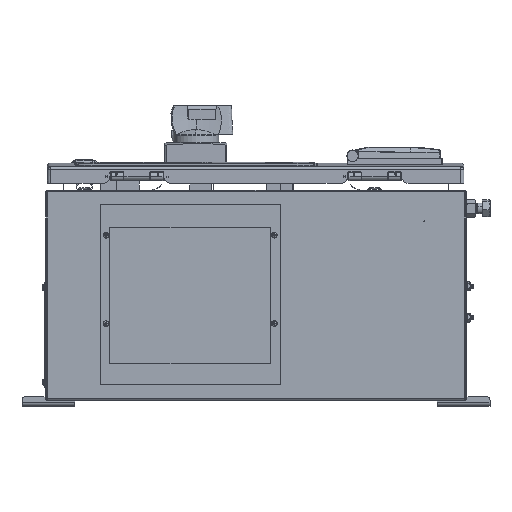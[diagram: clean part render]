
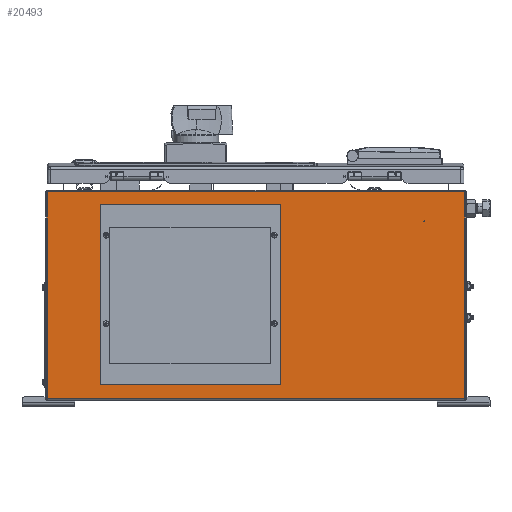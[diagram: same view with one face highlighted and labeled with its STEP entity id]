
A CAD part, left-side view. The second image highlights one B-rep face of the part: STEP entity #20493.
In plain terms, the highlighted planar face has unit normal (-1, 0, 0).
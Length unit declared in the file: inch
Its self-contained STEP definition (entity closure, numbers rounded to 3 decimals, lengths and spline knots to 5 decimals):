
#109 = FACE_OUTER_BOUND ( 'NONE', #59304, .T. ) ;
#127 = CARTESIAN_POINT ( 'NONE',  ( -8., 7.13, 7.7865 ) ) ;
#2827 = DIRECTION ( 'NONE',  ( 0., 0., 1. ) ) ;
#3660 = ORIENTED_EDGE ( 'NONE', *, *, #16149, .F. ) ;
#3771 = CIRCLE ( 'NONE', #12133, 0.0535 ) ;
#4358 = FACE_BOUND ( 'NONE', #19599, .T. ) ;
#4528 = VERTEX_POINT ( 'NONE', #43325 ) ;
#4603 = EDGE_CURVE ( 'NONE', #45403, #25054, #33847, .T. ) ;
#4871 = ORIENTED_EDGE ( 'NONE', *, *, #32702, .F. ) ;
#5151 = ORIENTED_EDGE ( 'NONE', *, *, #28527, .F. ) ;
#5300 = FACE_BOUND ( 'NONE', #44400, .T. ) ;
#5626 = FACE_BOUND ( 'NONE', #60483, .T. ) ;
#6378 = DIRECTION ( 'NONE',  ( 0., 0., 1. ) ) ;
#6778 = CARTESIAN_POINT ( 'NONE',  ( -8., -0.68, 4.98946 ) ) ;
#7085 = EDGE_CURVE ( 'NONE', #21381, #45403, #31226, .T. ) ;
#7808 = DIRECTION ( 'NONE',  ( 0., -1., 0. ) ) ;
#8679 = CARTESIAN_POINT ( 'NONE',  ( -8., 6.95, 4.98946 ) ) ;
#9547 = CARTESIAN_POINT ( 'NONE',  ( -8., 9.925, 9.89491 ) ) ;
#9626 = CARTESIAN_POINT ( 'NONE',  ( -8., -0.68, 8.22 ) ) ;
#9771 = CARTESIAN_POINT ( 'NONE',  ( -8., -0.87, 7.8935 ) ) ;
#10935 = CARTESIAN_POINT ( 'NONE',  ( -8., -9.925, 9.89491 ) ) ;
#11346 = ORIENTED_EDGE ( 'NONE', *, *, #43176, .F. ) ;
#11468 = VECTOR ( 'NONE', #7808, 39.37008 ) ;
#11547 = EDGE_CURVE ( 'NONE', #40210, #19959, #3771, .T. ) ;
#11930 = DIRECTION ( 'NONE',  ( -1., 0., 0. ) ) ;
#12133 = AXIS2_PLACEMENT_3D ( 'NONE', #17517, #27895, #2827 ) ;
#12445 = DIRECTION ( 'NONE',  ( 0., 0., 1. ) ) ;
#12994 = VERTEX_POINT ( 'NONE', #9547 ) ;
#13338 = CARTESIAN_POINT ( 'NONE',  ( -8., 0., 8.22 ) ) ;
#13586 = DIRECTION ( 'NONE',  ( -1., 0., 0. ) ) ;
#13844 = LINE ( 'NONE', #29081, #22771 ) ;
#14159 = DIRECTION ( 'NONE',  ( 0., 1., 0. ) ) ;
#14268 = EDGE_CURVE ( 'NONE', #53081, #45706, #15408, .T. ) ;
#14485 = PLANE ( 'NONE',  #36819 ) ;
#15329 = CARTESIAN_POINT ( 'NONE',  ( -8., -9.925, 0.084 ) ) ;
#15408 = LINE ( 'NONE', #60456, #38209 ) ;
#15741 = DIRECTION ( 'NONE',  ( 0., 0., -1. ) ) ;
#16048 = VECTOR ( 'NONE', #43728, 39.37008 ) ;
#16149 = EDGE_CURVE ( 'NONE', #4528, #31554, #58138, .T. ) ;
#16344 = ORIENTED_EDGE ( 'NONE', *, *, #39358, .F. ) ;
#16454 = AXIS2_PLACEMENT_3D ( 'NONE', #22275, #16796, #62171 ) ;
#16796 = DIRECTION ( 'NONE',  ( -1., 0., 0. ) ) ;
#16813 = ORIENTED_EDGE ( 'NONE', *, *, #53098, .F. ) ;
#17186 = AXIS2_PLACEMENT_3D ( 'NONE', #31995, #52927, #12445 ) ;
#17517 = CARTESIAN_POINT ( 'NONE',  ( -8., -0.87, 3.63 ) ) ;
#18979 = VECTOR ( 'NONE', #50883, 39.37008 ) ;
#19599 = EDGE_LOOP ( 'NONE', ( #4871, #51997, #59904, #37518 ) ) ;
#19959 = VERTEX_POINT ( 'NONE', #47078 ) ;
#20018 = AXIS2_PLACEMENT_3D ( 'NONE', #43887, #13586, #53413 ) ;
#20493 = ADVANCED_FACE ( 'NONE', ( #25519, #54965, #5300, #5626, #4358, #109 ), #14485, .F. ) ;
#20908 = AXIS2_PLACEMENT_3D ( 'NONE', #38068, #53770, #27586 ) ;
#20960 = ORIENTED_EDGE ( 'NONE', *, *, #22916, .F. ) ;
#21184 = ORIENTED_EDGE ( 'NONE', *, *, #14268, .F. ) ;
#21381 = VERTEX_POINT ( 'NONE', #23859 ) ;
#21862 = EDGE_CURVE ( 'NONE', #12994, #53081, #25703, .T. ) ;
#22275 = CARTESIAN_POINT ( 'NONE',  ( -8., 7.13, 7.84 ) ) ;
#22354 = ORIENTED_EDGE ( 'NONE', *, *, #48462, .F. ) ;
#22771 = VECTOR ( 'NONE', #14159, 39.37008 ) ;
#22916 = EDGE_CURVE ( 'NONE', #44314, #12994, #58776, .T. ) ;
#22927 = CARTESIAN_POINT ( 'NONE',  ( -8., -0.87, 3.5765 ) ) ;
#23859 = CARTESIAN_POINT ( 'NONE',  ( -8., -0.68, 1.72 ) ) ;
#25054 = VERTEX_POINT ( 'NONE', #64035 ) ;
#25519 = FACE_BOUND ( 'NONE', #53947, .T. ) ;
#25703 = LINE ( 'NONE', #61649, #30749 ) ;
#26126 = CIRCLE ( 'NONE', #20908, 0.0535 ) ;
#27007 = CARTESIAN_POINT ( 'NONE',  ( -8., -0.87, 7.7865 ) ) ;
#27586 = DIRECTION ( 'NONE',  ( 0., 0., 1. ) ) ;
#27895 = DIRECTION ( 'NONE',  ( -1., 0., 0. ) ) ;
#28143 = VECTOR ( 'NONE', #28270, 39.37008 ) ;
#28270 = DIRECTION ( 'NONE',  ( 0., 1., 0. ) ) ;
#28527 = EDGE_CURVE ( 'NONE', #19959, #40210, #42751, .T. ) ;
#28922 = ORIENTED_EDGE ( 'NONE', *, *, #21862, .F. ) ;
#28940 = VERTEX_POINT ( 'NONE', #127 ) ;
#29081 = CARTESIAN_POINT ( 'NONE',  ( -8., 0., 0.084 ) ) ;
#29481 = ORIENTED_EDGE ( 'NONE', *, *, #11547, .F. ) ;
#30594 = VERTEX_POINT ( 'NONE', #9771 ) ;
#30749 = VECTOR ( 'NONE', #51230, 39.37008 ) ;
#30999 = ORIENTED_EDGE ( 'NONE', *, *, #56796, .F. ) ;
#31226 = LINE ( 'NONE', #6778, #18979 ) ;
#31554 = VERTEX_POINT ( 'NONE', #32524 ) ;
#31838 = CARTESIAN_POINT ( 'NONE',  ( -8., 7.13, 7.8935 ) ) ;
#31995 = CARTESIAN_POINT ( 'NONE',  ( -8., -0.87, 7.84 ) ) ;
#32524 = CARTESIAN_POINT ( 'NONE',  ( -8., 7.13, 3.6835 ) ) ;
#32702 = EDGE_CURVE ( 'NONE', #25054, #51583, #33435, .T. ) ;
#33435 = LINE ( 'NONE', #8679, #54428 ) ;
#33847 = LINE ( 'NONE', #13338, #28143 ) ;
#34087 = DIRECTION ( 'NONE',  ( 0., 0., 1. ) ) ;
#36819 = AXIS2_PLACEMENT_3D ( 'NONE', #44489, #39568, #50403 ) ;
#37518 = ORIENTED_EDGE ( 'NONE', *, *, #47748, .F. ) ;
#38068 = CARTESIAN_POINT ( 'NONE',  ( -8., -0.87, 7.84 ) ) ;
#38209 = VECTOR ( 'NONE', #15741, 39.37008 ) ;
#38851 = VERTEX_POINT ( 'NONE', #31838 ) ;
#39358 = EDGE_CURVE ( 'NONE', #45706, #44314, #13844, .T. ) ;
#39568 = DIRECTION ( 'NONE',  ( 1., 0., 0. ) ) ;
#40210 = VERTEX_POINT ( 'NONE', #22927 ) ;
#40925 = DIRECTION ( 'NONE',  ( 0., 0., -1. ) ) ;
#42751 = CIRCLE ( 'NONE', #50126, 0.0535 ) ;
#43176 = EDGE_CURVE ( 'NONE', #43559, #30594, #63052, .T. ) ;
#43325 = CARTESIAN_POINT ( 'NONE',  ( -8., 7.13, 3.5765 ) ) ;
#43559 = VERTEX_POINT ( 'NONE', #27007 ) ;
#43728 = DIRECTION ( 'NONE',  ( 0., 0., 1. ) ) ;
#43887 = CARTESIAN_POINT ( 'NONE',  ( -8., 7.13, 7.84 ) ) ;
#44314 = VERTEX_POINT ( 'NONE', #50633 ) ;
#44400 = EDGE_LOOP ( 'NONE', ( #22354, #11346 ) ) ;
#44489 = CARTESIAN_POINT ( 'NONE',  ( -8., 0., 4.98946 ) ) ;
#45403 = VERTEX_POINT ( 'NONE', #9626 ) ;
#45706 = VERTEX_POINT ( 'NONE', #15329 ) ;
#46611 = CIRCLE ( 'NONE', #64369, 0.0535 ) ;
#47078 = CARTESIAN_POINT ( 'NONE',  ( -8., -0.87, 3.6835 ) ) ;
#47748 = EDGE_CURVE ( 'NONE', #51583, #21381, #63316, .T. ) ;
#48462 = EDGE_CURVE ( 'NONE', #30594, #43559, #26126, .T. ) ;
#48564 = DIRECTION ( 'NONE',  ( 0., 0., 1. ) ) ;
#50126 = AXIS2_PLACEMENT_3D ( 'NONE', #62933, #63583, #48564 ) ;
#50403 = DIRECTION ( 'NONE',  ( 0., 0., -1. ) ) ;
#50419 = ORIENTED_EDGE ( 'NONE', *, *, #52960, .F. ) ;
#50633 = CARTESIAN_POINT ( 'NONE',  ( -8., 9.925, 0.084 ) ) ;
#50883 = DIRECTION ( 'NONE',  ( 0., 0., 1. ) ) ;
#51006 = CARTESIAN_POINT ( 'NONE',  ( -8., 6.95, 1.72 ) ) ;
#51230 = DIRECTION ( 'NONE',  ( 0., -1., 0. ) ) ;
#51517 = EDGE_LOOP ( 'NONE', ( #50419, #3660 ) ) ;
#51583 = VERTEX_POINT ( 'NONE', #51006 ) ;
#51997 = ORIENTED_EDGE ( 'NONE', *, *, #4603, .F. ) ;
#52927 = DIRECTION ( 'NONE',  ( -1., 0., 0. ) ) ;
#52960 = EDGE_CURVE ( 'NONE', #31554, #4528, #46611, .T. ) ;
#53081 = VERTEX_POINT ( 'NONE', #10935 ) ;
#53098 = EDGE_CURVE ( 'NONE', #38851, #28940, #53965, .T. ) ;
#53183 = CARTESIAN_POINT ( 'NONE',  ( -8., 0., 1.72 ) ) ;
#53413 = DIRECTION ( 'NONE',  ( 0., 0., 1. ) ) ;
#53770 = DIRECTION ( 'NONE',  ( -1., 0., 0. ) ) ;
#53947 = EDGE_LOOP ( 'NONE', ( #16813, #30999 ) ) ;
#53965 = CIRCLE ( 'NONE', #16454, 0.0535 ) ;
#54428 = VECTOR ( 'NONE', #40925, 39.37008 ) ;
#54965 = FACE_BOUND ( 'NONE', #51517, .T. ) ;
#56663 = CARTESIAN_POINT ( 'NONE',  ( -8., 7.13, 3.63 ) ) ;
#56796 = EDGE_CURVE ( 'NONE', #28940, #38851, #59663, .T. ) ;
#58138 = CIRCLE ( 'NONE', #63321, 0.0535 ) ;
#58310 = DIRECTION ( 'NONE',  ( -1., 0., 0. ) ) ;
#58776 = LINE ( 'NONE', #59102, #16048 ) ;
#58947 = CARTESIAN_POINT ( 'NONE',  ( -8., 7.13, 3.63 ) ) ;
#59102 = CARTESIAN_POINT ( 'NONE',  ( -8., 9.925, 4.98946 ) ) ;
#59304 = EDGE_LOOP ( 'NONE', ( #21184, #28922, #20960, #16344 ) ) ;
#59663 = CIRCLE ( 'NONE', #20018, 0.0535 ) ;
#59904 = ORIENTED_EDGE ( 'NONE', *, *, #7085, .F. ) ;
#60456 = CARTESIAN_POINT ( 'NONE',  ( -8., -9.925, 4.98946 ) ) ;
#60483 = EDGE_LOOP ( 'NONE', ( #5151, #29481 ) ) ;
#61649 = CARTESIAN_POINT ( 'NONE',  ( -8., 0., 9.89491 ) ) ;
#62171 = DIRECTION ( 'NONE',  ( 0., 0., 1. ) ) ;
#62933 = CARTESIAN_POINT ( 'NONE',  ( -8., -0.87, 3.63 ) ) ;
#63052 = CIRCLE ( 'NONE', #17186, 0.0535 ) ;
#63316 = LINE ( 'NONE', #53183, #11468 ) ;
#63321 = AXIS2_PLACEMENT_3D ( 'NONE', #56663, #11930, #6378 ) ;
#63583 = DIRECTION ( 'NONE',  ( -1., 0., 0. ) ) ;
#64035 = CARTESIAN_POINT ( 'NONE',  ( -8., 6.95, 8.22 ) ) ;
#64369 = AXIS2_PLACEMENT_3D ( 'NONE', #58947, #58310, #34087 ) ;
